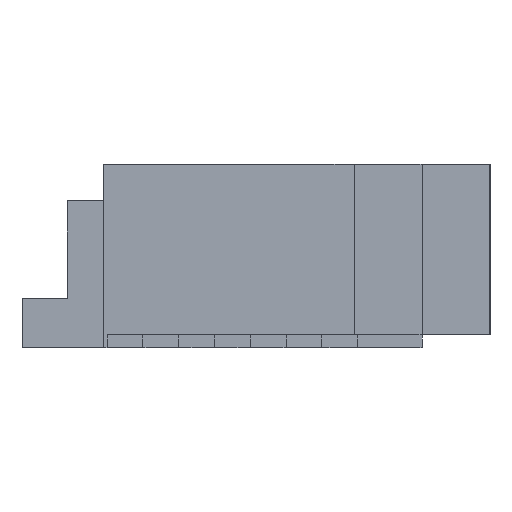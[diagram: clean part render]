
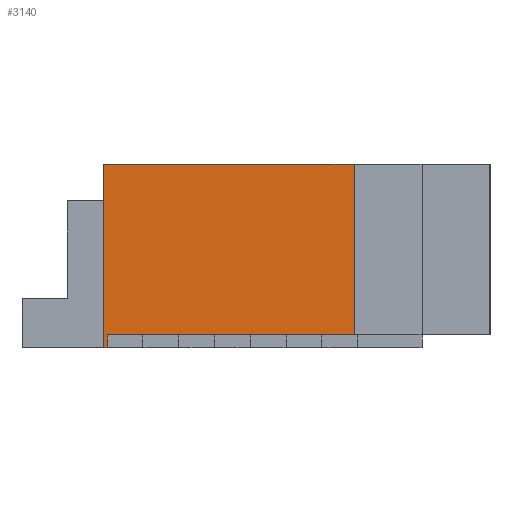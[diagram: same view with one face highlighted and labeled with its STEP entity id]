
A CAD part, left-side view. The second image highlights one B-rep face of the part: STEP entity #3140.
In plain terms, the highlighted planar face has unit normal (-1, 0, 0).
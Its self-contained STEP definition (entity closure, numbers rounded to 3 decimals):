
#642 = VERTEX_POINT('',#643);
#643 = CARTESIAN_POINT('',(-15.935,0.8,2.56));
#649 = EDGE_CURVE('',#642,#650,#652,.T.);
#650 = VERTEX_POINT('',#651);
#651 = CARTESIAN_POINT('',(-15.935,-2.7,2.56));
#652 = LINE('',#653,#654);
#653 = CARTESIAN_POINT('',(-15.935,0.8,2.56));
#654 = VECTOR('',#655,1.);
#655 = DIRECTION('',(0.,-1.,0.));
#2714 = EDGE_CURVE('',#2715,#642,#2717,.T.);
#2715 = VERTEX_POINT('',#2716);
#2716 = CARTESIAN_POINT('',(-15.935,0.8,0.));
#2717 = LINE('',#2718,#2719);
#2718 = CARTESIAN_POINT('',(-15.935,0.8,0.));
#2719 = VECTOR('',#2720,1.);
#2720 = DIRECTION('',(0.,0.,1.));
#3140 = ADVANCED_FACE('',(#3141),#3175,.F.);
#3141 = FACE_BOUND('',#3142,.F.);
#3142 = EDGE_LOOP('',(#3143,#3151,#3152,#3153,#3161,#3169));
#3143 = ORIENTED_EDGE('',*,*,#3144,.F.);
#3144 = EDGE_CURVE('',#2715,#3145,#3147,.T.);
#3145 = VERTEX_POINT('',#3146);
#3146 = CARTESIAN_POINT('',(-15.935,0.75,0.));
#3147 = LINE('',#3148,#3149);
#3148 = CARTESIAN_POINT('',(-15.935,0.8,0.));
#3149 = VECTOR('',#3150,1.);
#3150 = DIRECTION('',(0.,-1.,0.));
#3151 = ORIENTED_EDGE('',*,*,#2714,.T.);
#3152 = ORIENTED_EDGE('',*,*,#649,.T.);
#3153 = ORIENTED_EDGE('',*,*,#3154,.F.);
#3154 = EDGE_CURVE('',#3155,#650,#3157,.T.);
#3155 = VERTEX_POINT('',#3156);
#3156 = CARTESIAN_POINT('',(-15.935,-2.7,0.18));
#3157 = LINE('',#3158,#3159);
#3158 = CARTESIAN_POINT('',(-15.935,-2.7,0.));
#3159 = VECTOR('',#3160,1.);
#3160 = DIRECTION('',(0.,0.,1.));
#3161 = ORIENTED_EDGE('',*,*,#3162,.F.);
#3162 = EDGE_CURVE('',#3163,#3155,#3165,.T.);
#3163 = VERTEX_POINT('',#3164);
#3164 = CARTESIAN_POINT('',(-15.935,0.75,0.18));
#3165 = LINE('',#3166,#3167);
#3166 = CARTESIAN_POINT('',(-15.935,-0.1,0.18));
#3167 = VECTOR('',#3168,1.);
#3168 = DIRECTION('',(0.,-1.,0.));
#3169 = ORIENTED_EDGE('',*,*,#3170,.T.);
#3170 = EDGE_CURVE('',#3163,#3145,#3171,.T.);
#3171 = LINE('',#3172,#3173);
#3172 = CARTESIAN_POINT('',(-15.935,0.75,0.));
#3173 = VECTOR('',#3174,1.);
#3174 = DIRECTION('',(-0.,0.,-1.));
#3175 = PLANE('',#3176);
#3176 = AXIS2_PLACEMENT_3D('',#3177,#3178,#3179);
#3177 = CARTESIAN_POINT('',(-15.935,0.8,0.));
#3178 = DIRECTION('',(1.,0.,0.));
#3179 = DIRECTION('',(0.,-1.,0.));
